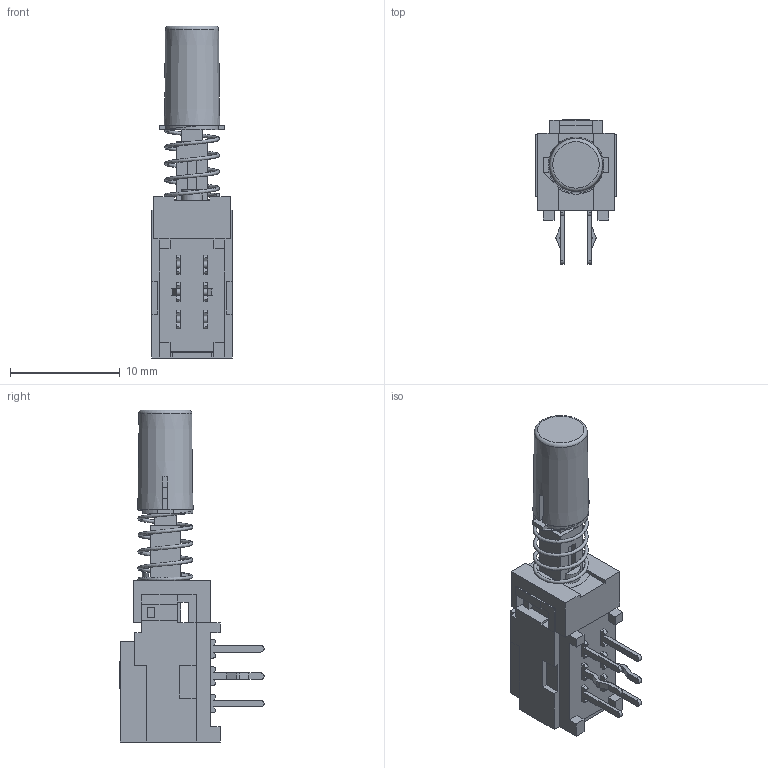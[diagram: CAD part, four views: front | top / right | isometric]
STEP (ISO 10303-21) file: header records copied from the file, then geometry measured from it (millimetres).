
FILE_DESCRIPTION(/* description */ (''),/* implementation_level */ '2;1');
FILE_NAME(/* name */ 'PBH2UxxSNPNAG1Rxxx.stp',/* time_stamp */ '2025-05-28T10:04:55-05:00',/* author */ ('mroman'),/* organization */ (''),/* preprocessor_version */ 'ST-DEVELOPER v18.1',/* originating_system */ 'Autodesk Inventor 2022',/* authorisation */ '');
FILE_SCHEMA (('AUTOMOTIVE_DESIGN { 1 0 10303 214 3 1 1 }'));
Length unit declared in the file: centimetre
Products named in the file (1): PBH2UxxSNPNAG1Rxxx
Bounding box: 7.3 x 13.15 x 30.25 mm (x, y, z)
Volume: 690.6 mm3; surface area: 1556 mm2
Topology: 1 solids, 1 shells, 366 faces, 1071 edges, 695 vertices
Faces by surface type: plane 316, cylinder 44, bspline 4, torus 1, cone 1
Entity records: 12899 total; most frequent: CARTESIAN_POINT 3084, ORIENTED_EDGE 2142, DIRECTION 1886, EDGE_CURVE 1071, LINE 948, VECTOR 948, VERTEX_POINT 695, AXIS2_PLACEMENT_3D 469
